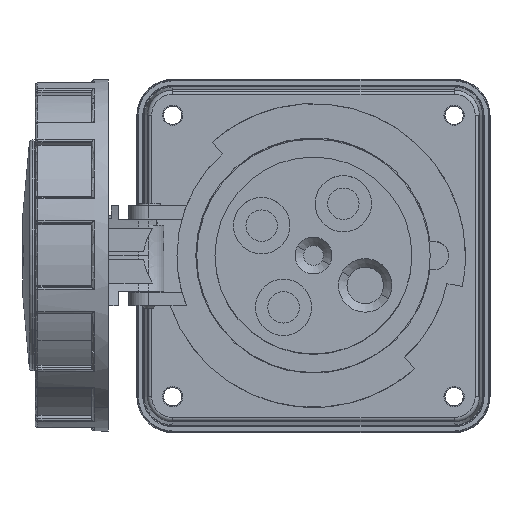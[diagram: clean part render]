
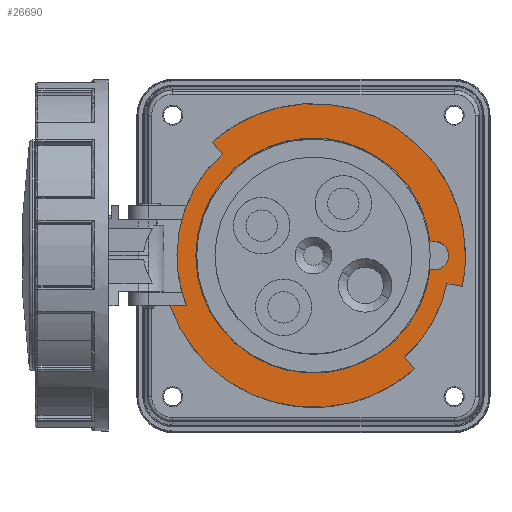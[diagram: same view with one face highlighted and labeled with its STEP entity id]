
A CAD part, top view. The second image highlights one B-rep face of the part: STEP entity #26690.
In plain terms, the highlighted planar face has unit normal (0, 0, 1).
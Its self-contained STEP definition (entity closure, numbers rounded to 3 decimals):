
#66 = DIRECTION ( 'NONE',  ( 0.963, 0.268, 0. ) ) ;
#115 = CIRCLE ( 'NONE', #28149, 48.5 ) ;
#349 = CARTESIAN_POINT ( 'NONE',  ( -50.999, -17.75, 90.5 ) ) ;
#589 = CARTESIAN_POINT ( 'NONE',  ( 47.454, -10.019, 90.5 ) ) ;
#1096 = LINE ( 'NONE', #16009, #24277 ) ;
#1204 = DIRECTION ( 'NONE',  ( 1., 0., 0. ) ) ;
#1352 = CARTESIAN_POINT ( 'NONE',  ( 41.5, 5., 90.5 ) ) ;
#1822 = DIRECTION ( 'NONE',  ( 0.963, 0.268, 0. ) ) ;
#2062 = CARTESIAN_POINT ( 'NONE',  ( 35.941, -40.302, 90.5 ) ) ;
#2215 = AXIS2_PLACEMENT_3D ( 'NONE', #16116, #23411, #1204 ) ;
#2472 = VERTEX_POINT ( 'NONE', #15097 ) ;
#2557 = EDGE_CURVE ( 'NONE', #27186, #3717, #16219, .T. ) ;
#2590 = AXIS2_PLACEMENT_3D ( 'NONE', #11365, #15571, #25940 ) ;
#2725 = CIRCLE ( 'NONE', #2215, 54. ) ;
#2814 = VECTOR ( 'NONE', #28698, 1000. ) ;
#2924 = AXIS2_PLACEMENT_3D ( 'NONE', #16256, #29199, #1822 ) ;
#3224 = CARTESIAN_POINT ( 'NONE',  ( 0., 0., 90.5 ) ) ;
#3470 = AXIS2_PLACEMENT_3D ( 'NONE', #22764, #20807, #30688 ) ;
#3559 = CARTESIAN_POINT ( 'NONE',  ( 54., 0., 90.5 ) ) ;
#3717 = VERTEX_POINT ( 'NONE', #349 ) ;
#4064 = VERTEX_POINT ( 'NONE', #5499 ) ;
#4588 = CARTESIAN_POINT ( 'NONE',  ( -35.941, 40.302, 90.5 ) ) ;
#4655 = DIRECTION ( 'NONE',  ( -0.643, 0.766, 0. ) ) ;
#4819 = CIRCLE ( 'NONE', #22945, 48.5 ) ;
#5212 = ORIENTED_EDGE ( 'NONE', *, *, #31264, .F. ) ;
#5499 = CARTESIAN_POINT ( 'NONE',  ( -48.5, 0., 90.5 ) ) ;
#6567 = CIRCLE ( 'NONE', #24144, 54. ) ;
#6631 = VERTEX_POINT ( 'NONE', #31082 ) ;
#6926 = LINE ( 'NONE', #2062, #21320 ) ;
#7359 = VERTEX_POINT ( 'NONE', #25822 ) ;
#7578 = ORIENTED_EDGE ( 'NONE', *, *, #8357, .T. ) ;
#7668 = EDGE_CURVE ( 'NONE', #18497, #23574, #12796, .T. ) ;
#8333 = DIRECTION ( 'NONE',  ( 0., 0., 1. ) ) ;
#8357 = EDGE_CURVE ( 'NONE', #17453, #15223, #6567, .T. ) ;
#8890 = PLANE ( 'NONE',  #14318 ) ;
#9095 = CARTESIAN_POINT ( 'NONE',  ( -45.135, -17.75, 90.5 ) ) ;
#9122 = LINE ( 'NONE', #1352, #25730 ) ;
#9293 = CARTESIAN_POINT ( 'NONE',  ( 48.1, 0., 90.5 ) ) ;
#9356 = FACE_BOUND ( 'NONE', #31827, .T. ) ;
#9778 = CARTESIAN_POINT ( 'NONE',  ( 43.1, -5., 90.5 ) ) ;
#10029 = VERTEX_POINT ( 'NONE', #13598 ) ;
#10284 = VERTEX_POINT ( 'NONE', #10483 ) ;
#10353 = CARTESIAN_POINT ( 'NONE',  ( 0., 0., 90.5 ) ) ;
#10483 = CARTESIAN_POINT ( 'NONE',  ( 52.873, -10.975, 90.5 ) ) ;
#10725 = EDGE_CURVE ( 'NONE', #3717, #2472, #2725, .T. ) ;
#10837 = EDGE_CURVE ( 'NONE', #15223, #10029, #19654, .T. ) ;
#11351 = AXIS2_PLACEMENT_3D ( 'NONE', #10353, #24780, #27364 ) ;
#11365 = CARTESIAN_POINT ( 'NONE',  ( 0., 0., 90.5 ) ) ;
#11884 = CARTESIAN_POINT ( 'NONE',  ( -41.8, 0., 90.5 ) ) ;
#12067 = CIRCLE ( 'NONE', #20348, 54. ) ;
#12082 = ORIENTED_EDGE ( 'NONE', *, *, #28942, .T. ) ;
#12796 = CIRCLE ( 'NONE', #20059, 5. ) ;
#12804 = VERTEX_POINT ( 'NONE', #13579 ) ;
#13405 = ORIENTED_EDGE ( 'NONE', *, *, #21974, .T. ) ;
#13579 = CARTESIAN_POINT ( 'NONE',  ( 41.5, 5., 90.5 ) ) ;
#13598 = CARTESIAN_POINT ( 'NONE',  ( -32.404, 36.087, 90.5 ) ) ;
#13680 = ORIENTED_EDGE ( 'NONE', *, *, #16578, .T. ) ;
#13875 = LINE ( 'NONE', #21795, #15585 ) ;
#13899 = ORIENTED_EDGE ( 'NONE', *, *, #21964, .T. ) ;
#14318 = AXIS2_PLACEMENT_3D ( 'NONE', #21348, #18758, #31561 ) ;
#15097 = CARTESIAN_POINT ( 'NONE',  ( 35.941, -40.302, 90.5 ) ) ;
#15223 = VERTEX_POINT ( 'NONE', #17760 ) ;
#15372 = EDGE_CURVE ( 'NONE', #23574, #31364, #13875, .T. ) ;
#15571 = DIRECTION ( 'NONE',  ( 0., 0., 1. ) ) ;
#15585 = VECTOR ( 'NONE', #24395, 1000. ) ;
#15765 = CARTESIAN_POINT ( 'NONE',  ( 0., 0., 90.5 ) ) ;
#15775 = DIRECTION ( 'NONE',  ( 0., 0., 1. ) ) ;
#15870 = CIRCLE ( 'NONE', #2924, 48.5 ) ;
#16009 = CARTESIAN_POINT ( 'NONE',  ( 47.454, -10.019, 90.5 ) ) ;
#16116 = CARTESIAN_POINT ( 'NONE',  ( 0., 0., 90.5 ) ) ;
#16219 = LINE ( 'NONE', #16369, #2814 ) ;
#16256 = CARTESIAN_POINT ( 'NONE',  ( 0., 0., 90.5 ) ) ;
#16369 = CARTESIAN_POINT ( 'NONE',  ( -45.135, -17.75, 90.5 ) ) ;
#16562 = CIRCLE ( 'NONE', #2590, 41.8 ) ;
#16578 = EDGE_CURVE ( 'NONE', #2472, #7359, #6926, .T. ) ;
#16798 = FACE_OUTER_BOUND ( 'NONE', #31272, .T. ) ;
#17225 = EDGE_CURVE ( 'NONE', #10284, #17453, #12067, .T. ) ;
#17227 = ORIENTED_EDGE ( 'NONE', *, *, #21914, .T. ) ;
#17365 = VERTEX_POINT ( 'NONE', #11884 ) ;
#17431 = EDGE_CURVE ( 'NONE', #7359, #22460, #4819, .T. ) ;
#17453 = VERTEX_POINT ( 'NONE', #3559 ) ;
#17760 = CARTESIAN_POINT ( 'NONE',  ( -35.941, 40.302, 90.5 ) ) ;
#18033 = EDGE_CURVE ( 'NONE', #10029, #4064, #115, .T. ) ;
#18497 = VERTEX_POINT ( 'NONE', #9293 ) ;
#18758 = DIRECTION ( 'NONE',  ( 0., 0., 1. ) ) ;
#18998 = ORIENTED_EDGE ( 'NONE', *, *, #17225, .T. ) ;
#19314 = ORIENTED_EDGE ( 'NONE', *, *, #7668, .T. ) ;
#19654 = LINE ( 'NONE', #4588, #31192 ) ;
#19940 = CARTESIAN_POINT ( 'NONE',  ( 43.1, 0., 90.5 ) ) ;
#20059 = AXIS2_PLACEMENT_3D ( 'NONE', #19940, #27401, #20429 ) ;
#20348 = AXIS2_PLACEMENT_3D ( 'NONE', #23554, #15775, #25668 ) ;
#20429 = DIRECTION ( 'NONE',  ( 1., 0., 0. ) ) ;
#20768 = ORIENTED_EDGE ( 'NONE', *, *, #17431, .T. ) ;
#20807 = DIRECTION ( 'NONE',  ( 0., 0., -1. ) ) ;
#21320 = VECTOR ( 'NONE', #4655, 1000. ) ;
#21348 = CARTESIAN_POINT ( 'NONE',  ( 4.065, 0., 90.5 ) ) ;
#21795 = CARTESIAN_POINT ( 'NONE',  ( 43.1, -5., 90.5 ) ) ;
#21799 = CARTESIAN_POINT ( 'NONE',  ( 0., 0., 90.5 ) ) ;
#21914 = EDGE_CURVE ( 'NONE', #6631, #18497, #30885, .T. ) ;
#21964 = EDGE_CURVE ( 'NONE', #4064, #27186, #15870, .T. ) ;
#21974 = EDGE_CURVE ( 'NONE', #12804, #6631, #9122, .T. ) ;
#22278 = DIRECTION ( 'NONE',  ( 0., 0., 1. ) ) ;
#22460 = VERTEX_POINT ( 'NONE', #589 ) ;
#22764 = CARTESIAN_POINT ( 'NONE',  ( 43.1, 0., 90.5 ) ) ;
#22945 = AXIS2_PLACEMENT_3D ( 'NONE', #3224, #30464, #30615 ) ;
#23411 = DIRECTION ( 'NONE',  ( 0., 0., 1. ) ) ;
#23554 = CARTESIAN_POINT ( 'NONE',  ( 0., 0., 90.5 ) ) ;
#23574 = VERTEX_POINT ( 'NONE', #9778 ) ;
#24049 = DIRECTION ( 'NONE',  ( 0.985, -0.174, 0. ) ) ;
#24144 = AXIS2_PLACEMENT_3D ( 'NONE', #15765, #8333, #25015 ) ;
#24189 = DIRECTION ( 'NONE',  ( 1., 0., 0. ) ) ;
#24277 = VECTOR ( 'NONE', #24049, 1000. ) ;
#24312 = ORIENTED_EDGE ( 'NONE', *, *, #2557, .T. ) ;
#24395 = DIRECTION ( 'NONE',  ( -1., 0., 0. ) ) ;
#24780 = DIRECTION ( 'NONE',  ( 0., 0., 1. ) ) ;
#25015 = DIRECTION ( 'NONE',  ( 1., 0., 0. ) ) ;
#25312 = CIRCLE ( 'NONE', #11351, 41.8 ) ;
#25461 = EDGE_CURVE ( 'NONE', #17365, #31364, #25312, .T. ) ;
#25668 = DIRECTION ( 'NONE',  ( 1., 0., 0. ) ) ;
#25730 = VECTOR ( 'NONE', #24189, 1000. ) ;
#25787 = CARTESIAN_POINT ( 'NONE',  ( 41.5, -5., 90.5 ) ) ;
#25822 = CARTESIAN_POINT ( 'NONE',  ( 32.404, -36.087, 90.5 ) ) ;
#25940 = DIRECTION ( 'NONE',  ( 0., 1., 0. ) ) ;
#26690 = ADVANCED_FACE ( 'NONE', ( #9356, #16798 ), #8890, .T. ) ;
#27186 = VERTEX_POINT ( 'NONE', #9095 ) ;
#27364 = DIRECTION ( 'NONE',  ( 0., 1., 0. ) ) ;
#27401 = DIRECTION ( 'NONE',  ( 0., 0., -1. ) ) ;
#27547 = ORIENTED_EDGE ( 'NONE', *, *, #18033, .T. ) ;
#28149 = AXIS2_PLACEMENT_3D ( 'NONE', #21799, #22278, #66 ) ;
#28264 = ORIENTED_EDGE ( 'NONE', *, *, #10725, .T. ) ;
#28698 = DIRECTION ( 'NONE',  ( -1., 0., 0. ) ) ;
#28942 = EDGE_CURVE ( 'NONE', #22460, #10284, #1096, .T. ) ;
#29058 = DIRECTION ( 'NONE',  ( 0.643, -0.766, 0. ) ) ;
#29199 = DIRECTION ( 'NONE',  ( 0., 0., 1. ) ) ;
#29267 = ORIENTED_EDGE ( 'NONE', *, *, #15372, .T. ) ;
#30458 = ORIENTED_EDGE ( 'NONE', *, *, #10837, .T. ) ;
#30464 = DIRECTION ( 'NONE',  ( 0., 0., 1. ) ) ;
#30615 = DIRECTION ( 'NONE',  ( 0., 1., 0. ) ) ;
#30688 = DIRECTION ( 'NONE',  ( 1., 0., 0. ) ) ;
#30885 = CIRCLE ( 'NONE', #3470, 5. ) ;
#31066 = ORIENTED_EDGE ( 'NONE', *, *, #25461, .F. ) ;
#31082 = CARTESIAN_POINT ( 'NONE',  ( 43.1, 5., 90.5 ) ) ;
#31192 = VECTOR ( 'NONE', #29058, 1000. ) ;
#31264 = EDGE_CURVE ( 'NONE', #12804, #17365, #16562, .T. ) ;
#31272 = EDGE_LOOP ( 'NONE', ( #24312, #28264, #13680, #20768, #12082, #18998, #7578, #30458, #27547, #13899 ) ) ;
#31364 = VERTEX_POINT ( 'NONE', #25787 ) ;
#31561 = DIRECTION ( 'NONE',  ( 1., 0., 0. ) ) ;
#31827 = EDGE_LOOP ( 'NONE', ( #5212, #13405, #17227, #19314, #29267, #31066 ) ) ;
